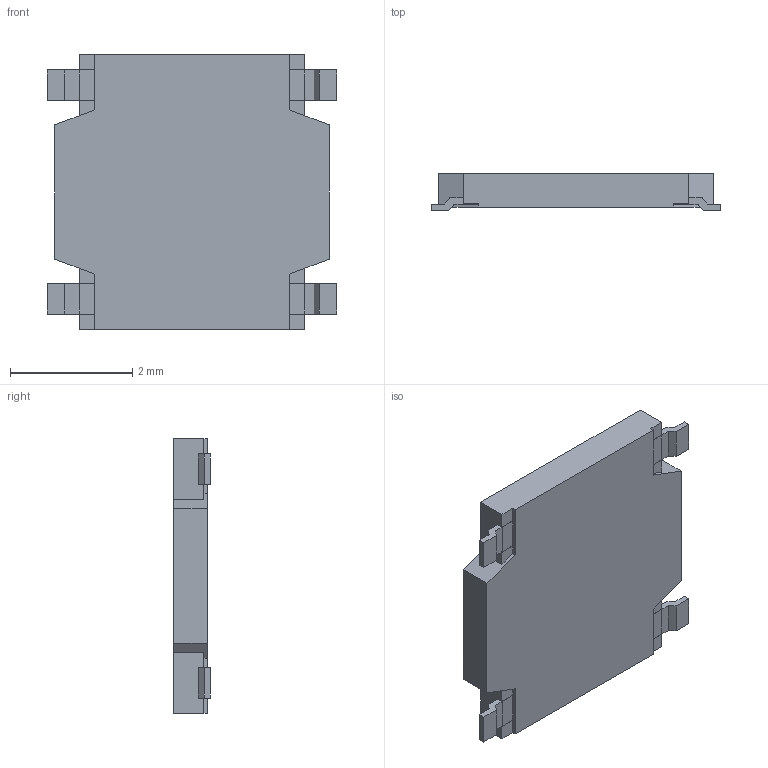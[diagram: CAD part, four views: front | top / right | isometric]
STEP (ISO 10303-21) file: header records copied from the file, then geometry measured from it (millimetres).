
FILE_DESCRIPTION (( 'STEP AP214' ), '1' );
FILE_NAME ('TL3315NF100Q.STEP', '2023-04-17T23:15:42', ( '' ), ( '' ), 'SwSTEP 2.0', 'SolidWorks 2021', '' );
FILE_SCHEMA (( 'AUTOMOTIVE_DESIGN' ));
Length unit declared in the file: inch
Products named in the file (1): TL3315NF100Q
Bounding box: 4.75 x 0.6 x 4.5 mm (x, y, z)
Volume: 7.8 mm3; surface area: 74.6 mm2
Topology: 6 solids, 6 shells, 151 faces, 414 edges, 276 vertices
Faces by surface type: plane 109, cylinder 40, torus 2
Entity records: 5057 total; most frequent: CARTESIAN_POINT 1394, ORIENTED_EDGE 828, DIRECTION 624, EDGE_CURVE 414, VERTEX_POINT 276, AXIS2_PLACEMENT_3D 242, B_SPLINE_CURVE_WITH_KNOTS 184, EDGE_LOOP 152
